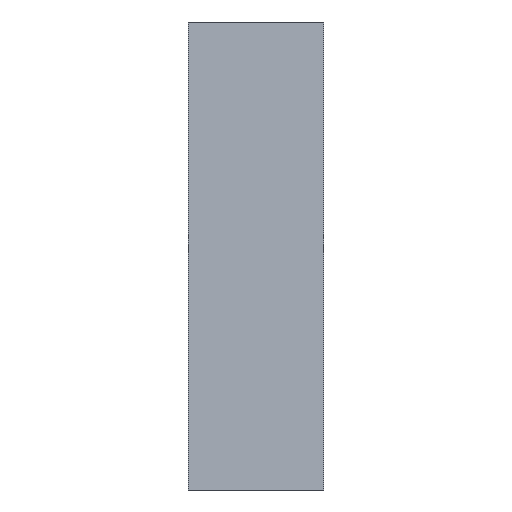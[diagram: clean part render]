
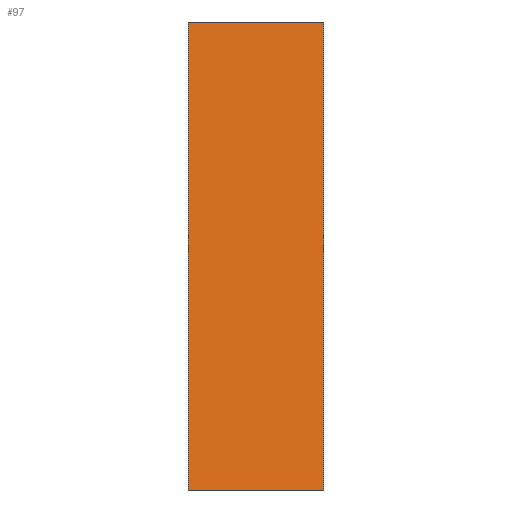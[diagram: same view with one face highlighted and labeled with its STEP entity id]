
A CAD part, left-side view. The second image highlights one B-rep face of the part: STEP entity #97.
In plain terms, the highlighted planar face has unit normal (-0.966, -0.259, 0).
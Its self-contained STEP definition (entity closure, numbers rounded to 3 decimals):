
#30 = AXIS2_PLACEMENT_3D ( 'NONE', #352, #336, #339 ) ;
#43 = EDGE_CURVE ( 'NONE', #295, #302, #209, .T. ) ;
#55 = EDGE_CURVE ( 'NONE', #280, #285, #144, .T. ) ;
#57 = EDGE_CURVE ( 'NONE', #285, #302, #148, .T. ) ;
#58 = EDGE_CURVE ( 'NONE', #280, #295, #150, .T. ) ;
#67 = CARTESIAN_POINT ( 'NONE',  ( -3.885, 14.5, 50. ) ) ;
#68 = DIRECTION ( 'NONE',  ( 0., 0., -1. ) ) ;
#71 = CARTESIAN_POINT ( 'NONE',  ( 0., 0., 0. ) ) ;
#72 = DIRECTION ( 'NONE',  ( 0.259, -0.966, 0. ) ) ;
#73 = CARTESIAN_POINT ( 'NONE',  ( 0., 0., 50. ) ) ;
#74 = DIRECTION ( 'NONE',  ( 0.259, -0.966, 0. ) ) ;
#97 = ADVANCED_FACE ( 'NONE', ( #173 ), #337, .F. ) ;
#144 = LINE ( 'NONE', #67, #145 ) ;
#145 = VECTOR ( 'NONE', #68, 1000. ) ;
#148 = LINE ( 'NONE', #71, #149 ) ;
#149 = VECTOR ( 'NONE', #72, 1000. ) ;
#150 = LINE ( 'NONE', #73, #151 ) ;
#151 = VECTOR ( 'NONE', #74, 1000. ) ;
#173 = FACE_OUTER_BOUND ( 'NONE', #309, .T. ) ;
#209 = LINE ( 'NONE', #282, #210 ) ;
#210 = VECTOR ( 'NONE', #284, 1000. ) ;
#241 = ORIENTED_EDGE ( 'NONE', *, *, #55, .T. ) ;
#245 = CARTESIAN_POINT ( 'NONE',  ( 0., 0., 0. ) ) ;
#280 = VERTEX_POINT ( 'NONE', #340 ) ;
#282 = CARTESIAN_POINT ( 'NONE',  ( 0., 0., 50. ) ) ;
#284 = DIRECTION ( 'NONE',  ( 0., 0., -1. ) ) ;
#285 = VERTEX_POINT ( 'NONE', #347 ) ;
#295 = VERTEX_POINT ( 'NONE', #356 ) ;
#302 = VERTEX_POINT ( 'NONE', #245 ) ;
#309 = EDGE_LOOP ( 'NONE', ( #330, #331, #358, #241 ) ) ;
#330 = ORIENTED_EDGE ( 'NONE', *, *, #57, .T. ) ;
#331 = ORIENTED_EDGE ( 'NONE', *, *, #43, .F. ) ;
#336 = DIRECTION ( 'NONE',  ( 0.966, 0.259, 0. ) ) ;
#337 = PLANE ( 'NONE',  #30 ) ;
#339 = DIRECTION ( 'NONE',  ( -0.259, 0.966, 0. ) ) ;
#340 = CARTESIAN_POINT ( 'NONE',  ( -3.885, 14.5, 50. ) ) ;
#347 = CARTESIAN_POINT ( 'NONE',  ( -3.885, 14.5, 0. ) ) ;
#352 = CARTESIAN_POINT ( 'NONE',  ( 0., 0., 50. ) ) ;
#356 = CARTESIAN_POINT ( 'NONE',  ( 0., 0., 50. ) ) ;
#358 = ORIENTED_EDGE ( 'NONE', *, *, #58, .F. ) ;
